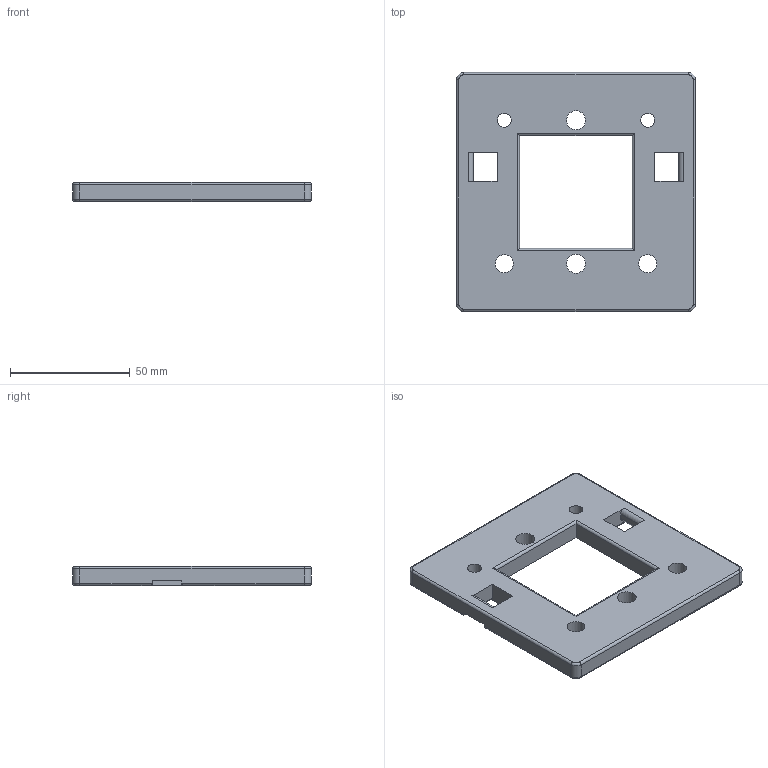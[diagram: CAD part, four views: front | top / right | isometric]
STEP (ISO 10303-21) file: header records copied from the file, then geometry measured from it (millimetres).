
FILE_DESCRIPTION(/* description */ ('STEP AP242','CAx-IF Rec.Pracs.---Representation and Presentation of Product Manufacturing Information (PMI)---4.0---2014-10-13','CAx-IF Rec.Pracs.---3D Tessellated Geometry---0.4---2014-09-14','2;1'),/* implementation_level */ '2;1');
FILE_NAME(/* name */ '6638c02242a8c02f55648e69',/* time_stamp */ '2024-05-06T11:33:55Z',/* author */ (''),/* organization */ (''),/* preprocessor_version */ 'ST-DEVELOPER v20',/* originating_system */ ' ',/* authorisation */ ' ');
FILE_SCHEMA (('AP242_MANAGED_MODEL_BASED_3D_ENGINEERING_MIM_LF { 1 0 10303 442 1 1 4 }'));
Length unit declared in the file: metre
Products named in the file (1): 2040 gantry x-ax front
Bounding box: 100 x 100 x 8 mm (x, y, z)
Volume: 57259.3 mm3; surface area: 20564.8 mm2
Topology: 1 solids, 1 shells, 68 faces, 168 edges, 104 vertices
Faces by surface type: cylinder 36, plane 24, torus 8
Full cylindrical faces by diameter (mm): 5.8 x2, 7.5 x2, 8 x2, 9.1 x4
Entity records: 2020 total; most frequent: DIRECTION 368, CARTESIAN_POINT 331, ORIENTED_EDGE 316, EDGE_CURVE 158, AXIS2_PLACEMENT_3D 141, VERTEX_POINT 104, EDGE_LOOP 98, FACE_BOUND 98
